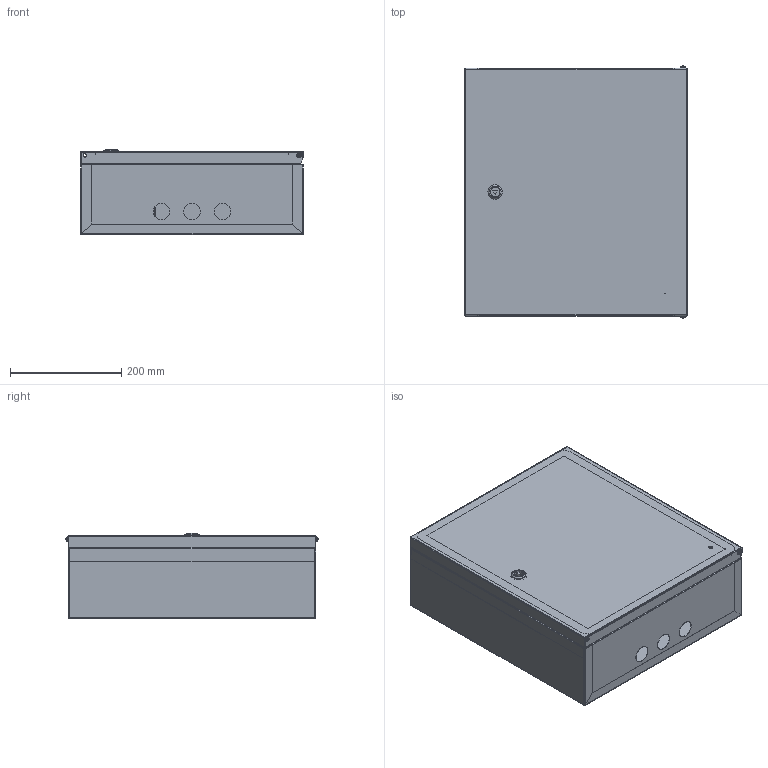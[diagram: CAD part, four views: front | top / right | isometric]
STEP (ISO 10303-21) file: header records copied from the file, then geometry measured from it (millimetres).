
FILE_DESCRIPTION (( 'STEP AP203' ), '1' );
FILE_NAME ('ÙÓ-3.1-1 äâóõäâåðíûé (445õ400õ150) 12 ìîä. IP54 EKF Basic.STEP', '2021-07-13T08:23:10', ( '' ), ( '' ), 'SwSTEP 2.0', 'SolidWorks 2021', '' );
FILE_SCHEMA (( 'CONFIG_CONTROL_DESIGN' ));
Length unit declared in the file: millimetre
Products named in the file (35): Ïðîêëàäêà ìåòàëëè÷åñêàÿ 2; Øïèëüêà Ì6õ12; Âíóòðåííåå òåëî çàìêà; pan head cross recess screw_din_DIN EN ISO 7045 - M4 x 16 - Z - 16N; ÙÓ-3.1-1 äâóõäâåðíûé (445õ400õ150) 12 ìîä. IP54 EKF Basic; ﾌﾈ-1834.02.00.001 ﾄ粢; ÌÈ-1834.01.00.001 Ñòåíêà âåðõíÿÿ; ÏÀÊ íà äâåðü ÌÈ-1834; ÌÈ-513.04.00.001 Îïåðàòèâíàÿ ïàíåëü; Çàêëåïêà öèëèíäðè÷åñêàÿ Ì4 ÑÒ-Á ñ âíóòðåííåé ðåçüáîé_Œ8; DIN-ðåéêà L=75 ìì; Ãàéêà; ÌÈ-1834.01.00.000 ÑÁ Êîðïóñ â ñáîðå; ÌÈ-1834.01.01.001 Ñòåíêà çàäíÿÿ; ÌÈ-1834.01.00.002 Ñòåíêà íèæíÿÿ; ﾇ瑟鶴 IP54; Øïèëüêà îáìåäíåííàÿ Ì6õ20; rivet 02_din_DIN 660-5x8-St-A-2; 昈-513.01.01.003 赶鎀鍧 2; Ïåòëÿ; ÌÈ-513.04.00.000 Îïåðàòèâíàÿ ïàíåëü â ñáîðå; ÌÈ-513.03.00.002 Îïîðà; Ïðîêëàäêà; Çàìîê ïî÷òîâûé; pan head cross recess screw_din_ISO 7045 - M4 x 6 - Z --- 6N; ÌÈ-1834.01.01.000 ÑÁ Ñòåíêà çàäíÿÿ â ñáîðå; 眈翴錪 昈-513.03.00.001; ÌÈ-1834.02.00.000 ÑÁ Äâåðü â ñáîðå; 昈-1834.01.01.002 赶鎀鍧; cross ph tapping 968_din_Screw DIN 968-ST4.2x13-C-H-N; Òåëî çàìêà; Ïðîêëàäêà ìåòàëëè÷åñêàÿ; ÌÈ-1834.03.00.000 Ïàíåëü â ñáîðå; 哏铌; hex flange nut_din_Hexagon Flange Nut DIN 6923 - M6 - N
Assembly tree (61 placements, depth 4):
  ÙÓ-3.1-1 äâóõäâåðíûé (445õ400õ150) 12 ìîä. IP54 EKF Basic
    ÌÈ-1834.01.00.000 ÑÁ Êîðïóñ â ñáîðå
      ÌÈ-1834.01.01.000 ÑÁ Ñòåíêà çàäíÿÿ â ñáîðå
        ÌÈ-1834.01.01.001 Ñòåíêà çàäíÿÿ
        Øïèëüêà îáìåäíåííàÿ Ì6õ20  x4
        Øïèëüêà Ì6õ12
        昈-1834.01.01.002 赶鎀鍧
        昈-513.01.01.003 赶鎀鍧 2
      ÌÈ-1834.01.00.001 Ñòåíêà âåðõíÿÿ
      ÌÈ-1834.01.00.002 Ñòåíêà íèæíÿÿ
      Ïåòëÿ  x2
      rivet 02_din_DIN 660-5x8-St-A-2  x4
    ÌÈ-1834.03.00.000 Ïàíåëü â ñáîðå
      眈翴錪 昈-513.03.00.001
      DIN-ðåéêà L=75 ìì  x3
      ÌÈ-513.03.00.002 Îïîðà
      cross ph tapping 968_din_Screw DIN 968-ST4.2x13-C-H-N  x6
      rivet 02_din_DIN 660-5x8-St-A-2  x2
    ÌÈ-1834.02.00.000 ÑÁ Äâåðü â ñáîðå
      ﾌﾈ-1834.02.00.001 ﾄ粢
      ÏÀÊ íà äâåðü ÌÈ-1834
      Çàêëåïêà öèëèíäðè÷åñêàÿ Ì4 ÑÒ-Á ñ âíóòðåííåé ðåçüáîé_Œ8  x2
      ﾇ瑟鶴 IP54
      Øïèëüêà Ì6õ12
    hex flange nut_din_Hexagon Flange Nut DIN 6923 - M6 - N  x4
    pan head cross recess screw_din_DIN EN ISO 7045 - M4 x 16 - Z - 16N  x4
    ÌÈ-513.04.00.000 Îïåðàòèâíàÿ ïàíåëü â ñáîðå
      ÌÈ-513.04.00.001 Îïåðàòèâíàÿ ïàíåëü
      Çàêëåïêà öèëèíäðè÷åñêàÿ Ì4 ÑÒ-Á ñ âíóòðåííåé ðåçüáîé_Œ8  x2
      Çàìîê ïî÷òîâûé
        Òåëî çàìêà
        Ïðîêëàäêà ìåòàëëè÷åñêàÿ
        哏铌
        Ïðîêëàäêà
        pan head cross recess screw_din_ISO 7045 - M4 x 6 - Z --- 6N
        Ïðîêëàäêà ìåòàëëè÷åñêàÿ 2
        Ãàéêà
        Âíóòðåííåå òåëî çàìêà
      Øïèëüêà Ì6õ12
Bounding box: 400 x 452.64 x 153.7 mm (x, y, z)
Volume: 972810.4 mm3; surface area: 2116936.2 mm2
Topology: 58 solids, 58 shells, 2200 faces, 5390 edges, 3336 vertices
Faces by surface type: plane 1160, cylinder 510, bspline 284, cone 142, torus 80, sphere 24
Entity records: 42795 total; most frequent: CARTESIAN_POINT 10890, DIRECTION 5678, ORIENTED_EDGE 5636, EDGE_CURVE 2818, AXIS2_PLACEMENT_3D 1974, LINE 1730, VECTOR 1730, VERTEX_POINT 1724
